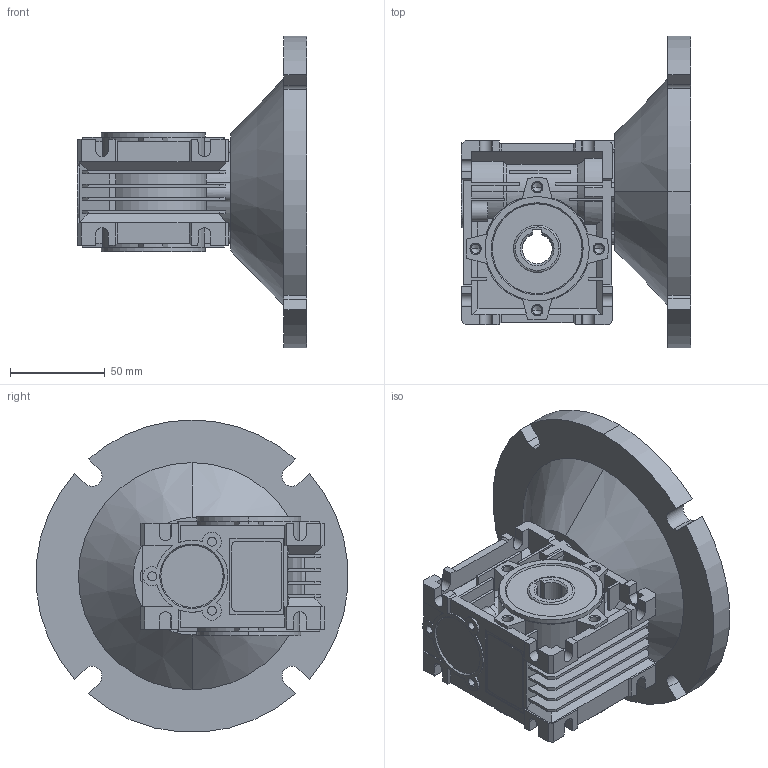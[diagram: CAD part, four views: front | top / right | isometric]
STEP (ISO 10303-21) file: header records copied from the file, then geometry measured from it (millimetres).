
FILE_DESCRIPTION (( 'STEP AP203' ), '1' );
FILE_NAME ('WGA-30M-060-H1.step', '2023-03-08T19:46:38', ( '' ), ( '' ), 'SwSTEP 2.0', 'SolidWorks 2021', '' );
FILE_SCHEMA (( 'CONFIG_CONTROL_DESIGN' ));
Length unit declared in the file: inch
Products named in the file (1): WGA-30M-060-H1
Bounding box: 121 x 164.47 x 164.73 mm (x, y, z)
Volume: 652165.4 mm3; surface area: 127826.6 mm2
Topology: 1 solids, 1 shells, 682 faces, 1865 edges, 1195 vertices
Faces by surface type: plane 442, cylinder 168, cone 66, bspline 6
Entity records: 21557 total; most frequent: CARTESIAN_POINT 4122, ORIENTED_EDGE 3694, DIRECTION 3563, EDGE_CURVE 1847, LINE 1331, VECTOR 1331, VERTEX_POINT 1195, AXIS2_PLACEMENT_3D 1116
